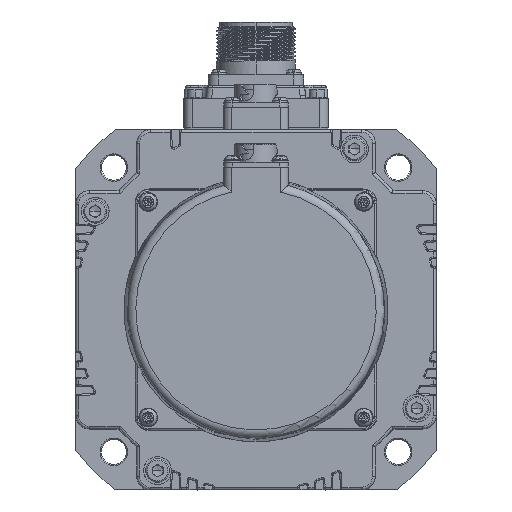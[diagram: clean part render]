
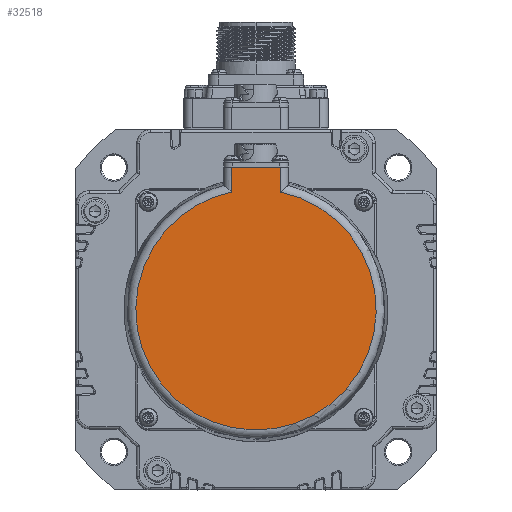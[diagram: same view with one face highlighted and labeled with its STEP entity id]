
A CAD part, front view. The second image highlights one B-rep face of the part: STEP entity #32518.
In plain terms, the highlighted planar face has unit normal (0, -1, 0).
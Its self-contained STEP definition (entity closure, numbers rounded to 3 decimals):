
#24205=CARTESIAN_POINT('',(8.67,-67.7,-22.53));
#24206=VERTEX_POINT('',#24205);
#24207=CARTESIAN_POINT('',(-8.67,-67.7,-22.53));
#24208=VERTEX_POINT('',#24207);
#24209=CARTESIAN_POINT('',(8.67,-67.7,-22.53));
#24210=CARTESIAN_POINT('',(10.231,-67.7,-22.849));
#24211=CARTESIAN_POINT('',(11.777,-67.7,-23.239));
#24212=CARTESIAN_POINT('',(13.304,-67.7,-23.7));
#24213=CARTESIAN_POINT('',(16.312,-67.7,-24.762));
#24214=CARTESIAN_POINT('',(19.21,-67.7,-26.094));
#24215=CARTESIAN_POINT('',(20.627,-67.7,-26.827));
#24216=CARTESIAN_POINT('',(23.39,-67.7,-28.42));
#24217=CARTESIAN_POINT('',(25.996,-67.7,-30.26));
#24218=CARTESIAN_POINT('',(27.255,-67.7,-31.239));
#24219=CARTESIAN_POINT('',(29.681,-67.7,-33.31));
#24220=CARTESIAN_POINT('',(31.906,-67.7,-35.595));
#24221=CARTESIAN_POINT('',(32.966,-67.7,-36.788));
#24222=CARTESIAN_POINT('',(34.972,-67.7,-39.267));
#24223=CARTESIAN_POINT('',(36.742,-67.7,-41.92));
#24224=CARTESIAN_POINT('',(37.566,-67.7,-43.286));
#24225=CARTESIAN_POINT('',(39.085,-67.7,-46.091));
#24226=CARTESIAN_POINT('',(40.341,-67.7,-49.023));
#24227=CARTESIAN_POINT('',(40.901,-67.7,-50.516));
#24228=CARTESIAN_POINT('',(41.882,-67.7,-53.551));
#24229=CARTESIAN_POINT('',(42.581,-67.7,-56.663));
#24230=CARTESIAN_POINT('',(42.859,-67.7,-58.234));
#24231=CARTESIAN_POINT('',(43.269,-67.7,-61.397));
#24232=CARTESIAN_POINT('',(43.388,-67.7,-64.585));
#24233=CARTESIAN_POINT('',(43.374,-67.7,-66.18));
#24234=CARTESIAN_POINT('',(43.199,-67.7,-69.364));
#24235=CARTESIAN_POINT('',(42.733,-67.7,-72.52));
#24236=CARTESIAN_POINT('',(42.428,-67.7,-74.086));
#24237=CARTESIAN_POINT('',(41.674,-67.7,-77.185));
#24238=CARTESIAN_POINT('',(40.64,-67.7,-80.202));
#24239=CARTESIAN_POINT('',(40.053,-67.7,-81.686));
#24240=CARTESIAN_POINT('',(38.746,-67.7,-84.595));
#24241=CARTESIAN_POINT('',(37.177,-67.7,-87.372));
#24242=CARTESIAN_POINT('',(36.33,-67.7,-88.724));
#24243=CARTESIAN_POINT('',(34.513,-67.7,-91.345));
#24244=CARTESIAN_POINT('',(32.463,-67.7,-93.789));
#24245=CARTESIAN_POINT('',(31.383,-67.7,-94.963));
#24246=CARTESIAN_POINT('',(29.118,-67.7,-97.208));
#24247=CARTESIAN_POINT('',(26.656,-67.7,-99.236));
#24248=CARTESIAN_POINT('',(25.38,-67.7,-100.193));
#24249=CARTESIAN_POINT('',(22.742,-67.7,-101.986));
#24250=CARTESIAN_POINT('',(19.951,-67.7,-103.531));
#24251=CARTESIAN_POINT('',(18.522,-67.7,-104.238));
#24252=CARTESIAN_POINT('',(15.601,-67.7,-105.519));
#24253=CARTESIAN_POINT('',(12.575,-67.7,-106.528));
#24254=CARTESIAN_POINT('',(11.04,-67.7,-106.962));
#24255=CARTESIAN_POINT('',(7.934,-67.7,-107.688));
#24256=CARTESIAN_POINT('',(4.775,-67.7,-108.126));
#24257=CARTESIAN_POINT('',(3.186,-67.7,-108.273));
#24258=CARTESIAN_POINT('',(0.,-67.7,-108.419));
#24259=CARTESIAN_POINT('',(-3.186,-67.7,-108.273));
#24260=CARTESIAN_POINT('',(-4.775,-67.7,-108.126));
#24261=CARTESIAN_POINT('',(-7.934,-67.7,-107.688));
#24262=CARTESIAN_POINT('',(-11.04,-67.7,-106.962));
#24263=CARTESIAN_POINT('',(-12.575,-67.7,-106.528));
#24264=CARTESIAN_POINT('',(-15.601,-67.7,-105.519));
#24265=CARTESIAN_POINT('',(-18.522,-67.7,-104.238));
#24266=CARTESIAN_POINT('',(-19.951,-67.7,-103.531));
#24267=CARTESIAN_POINT('',(-22.742,-67.7,-101.986));
#24268=CARTESIAN_POINT('',(-25.38,-67.7,-100.193));
#24269=CARTESIAN_POINT('',(-26.656,-67.7,-99.236));
#24270=CARTESIAN_POINT('',(-29.118,-67.7,-97.208));
#24271=CARTESIAN_POINT('',(-31.383,-67.7,-94.963));
#24272=CARTESIAN_POINT('',(-32.463,-67.7,-93.789));
#24273=CARTESIAN_POINT('',(-34.513,-67.7,-91.345));
#24274=CARTESIAN_POINT('',(-36.33,-67.7,-88.724));
#24275=CARTESIAN_POINT('',(-37.177,-67.7,-87.372));
#24276=CARTESIAN_POINT('',(-38.746,-67.7,-84.595));
#24277=CARTESIAN_POINT('',(-40.053,-67.7,-81.686));
#24278=CARTESIAN_POINT('',(-40.64,-67.7,-80.202));
#24279=CARTESIAN_POINT('',(-41.674,-67.7,-77.185));
#24280=CARTESIAN_POINT('',(-42.428,-67.7,-74.086));
#24281=CARTESIAN_POINT('',(-42.733,-67.7,-72.52));
#24282=CARTESIAN_POINT('',(-43.199,-67.7,-69.364));
#24283=CARTESIAN_POINT('',(-43.374,-67.7,-66.18));
#24284=CARTESIAN_POINT('',(-43.388,-67.7,-64.585));
#24285=CARTESIAN_POINT('',(-43.269,-67.7,-61.397));
#24286=CARTESIAN_POINT('',(-42.859,-67.7,-58.234));
#24287=CARTESIAN_POINT('',(-42.581,-67.7,-56.663));
#24288=CARTESIAN_POINT('',(-41.882,-67.7,-53.551));
#24289=CARTESIAN_POINT('',(-40.901,-67.7,-50.516));
#24290=CARTESIAN_POINT('',(-40.341,-67.7,-49.023));
#24291=CARTESIAN_POINT('',(-39.085,-67.7,-46.091));
#24292=CARTESIAN_POINT('',(-37.566,-67.7,-43.286));
#24293=CARTESIAN_POINT('',(-36.742,-67.7,-41.92));
#24294=CARTESIAN_POINT('',(-34.972,-67.7,-39.267));
#24295=CARTESIAN_POINT('',(-32.966,-67.7,-36.788));
#24296=CARTESIAN_POINT('',(-31.906,-67.7,-35.595));
#24297=CARTESIAN_POINT('',(-29.681,-67.7,-33.31));
#24298=CARTESIAN_POINT('',(-27.255,-67.7,-31.239));
#24299=CARTESIAN_POINT('',(-25.996,-67.7,-30.26));
#24300=CARTESIAN_POINT('',(-23.39,-67.7,-28.42));
#24301=CARTESIAN_POINT('',(-20.627,-67.7,-26.827));
#24302=CARTESIAN_POINT('',(-19.21,-67.7,-26.094));
#24303=CARTESIAN_POINT('',(-16.312,-67.7,-24.762));
#24304=CARTESIAN_POINT('',(-13.304,-67.7,-23.7));
#24305=CARTESIAN_POINT('',(-11.777,-67.7,-23.239));
#24306=CARTESIAN_POINT('',(-10.231,-67.7,-22.849));
#24307=CARTESIAN_POINT('',(-8.67,-67.7,-22.53));
#24308=B_SPLINE_CURVE_WITH_KNOTS('',5,(#24209,#24210,#24211,#24212,#24213,#24214,#24215,#24216,#24217,#24218,#24219,#24220,#24221,#24222,#24223,#24224,#24225,#24226,#24227,#24228,#24229,#24230,#24231,#24232,#24233,#24234,#24235,#24236,#24237,#24238,#24239,#24240,#24241,#24242,#24243,#24244,#24245,#24246,#24247,#24248,#24249,#24250,#24251,#24252,#24253,#24254,#24255,#24256,#24257,#24258,#24259,#24260,#24261,#24262,#24263,#24264,#24265,#24266,#24267,#24268,#24269,#24270,#24271,#24272,#24273,#24274,#24275,#24276,#24277,#24278,#24279,#24280,#24281,#24282,#24283,#24284,#24285,#24286,#24287,#24288,#24289,#24290,#24291,#24292,#24293,#24294,#24295,#24296,#24297,#24298,#24299,#24300,#24301,#24302,#24303,#24304,#24305,#24306,#24307),.UNSPECIFIED.,.F.,.U.,(6,3,3,3,3,3,3,3,3,3,3,3,3,3,3,3,3,3,3,3,3,3,3,3,3,3,3,3,3,3,3,3,6),(0.,0.184,0.368,0.551,0.735,0.919,1.103,1.286,1.47,1.654,1.838,2.021,2.205,2.389,2.573,2.756,2.94,3.124,3.308,3.492,3.675,3.859,4.043,4.227,4.41,4.594,4.778,4.962,5.145,5.329,5.513,5.697,5.88),.UNSPECIFIED.);
#24309=EDGE_CURVE('',#24206,#24208,#24308,.T.);
#24451=CARTESIAN_POINT('',(-8.67,-67.7,-13.5));
#24452=VERTEX_POINT('',#24451);
#24453=CARTESIAN_POINT('',(-8.67,-67.7,-22.53));
#24454=CARTESIAN_POINT('',(-8.67,-67.7,-20.724));
#24455=CARTESIAN_POINT('',(-8.67,-67.7,-18.918));
#24456=CARTESIAN_POINT('',(-8.67,-67.7,-17.112));
#24457=CARTESIAN_POINT('',(-8.67,-67.7,-15.306));
#24458=CARTESIAN_POINT('',(-8.67,-67.7,-13.5));
#24459=B_SPLINE_CURVE_WITH_KNOTS('',5,(#24453,#24454,#24455,#24456,#24457,#24458),.UNSPECIFIED.,.F.,.U.,(6,6),(0.,0.009),.UNSPECIFIED.);
#24460=EDGE_CURVE('',#24208,#24452,#24459,.T.);
#29598=CARTESIAN_POINT('',(8.67,-67.7,-13.5));
#29599=VERTEX_POINT('',#29598);
#29618=CARTESIAN_POINT('',(8.67,-67.7,-13.5));
#29619=CARTESIAN_POINT('',(8.67,-67.7,-15.306));
#29620=CARTESIAN_POINT('',(8.67,-67.7,-17.112));
#29621=CARTESIAN_POINT('',(8.67,-67.7,-18.918));
#29622=CARTESIAN_POINT('',(8.67,-67.7,-20.724));
#29623=CARTESIAN_POINT('',(8.67,-67.7,-22.53));
#29624=B_SPLINE_CURVE_WITH_KNOTS('',5,(#29618,#29619,#29620,#29621,#29622,#29623),.UNSPECIFIED.,.F.,.U.,(6,6),(0.,0.009),.UNSPECIFIED.);
#29625=EDGE_CURVE('',#29599,#24206,#29624,.T.);
#32499=CARTESIAN_POINT('',(0.,-67.7,-60.923));
#32500=DIRECTION('',(0.,0.,-1.));
#32501=DIRECTION('',(0.,-1.,0.));
#32502=AXIS2_PLACEMENT_3D('',#32499,#32501,#32500);
#32503=PLANE('',#32502);
#32504=CARTESIAN_POINT('',(8.67,-67.7,-13.5));
#32505=CARTESIAN_POINT('',(5.202,-67.7,-13.5));
#32506=CARTESIAN_POINT('',(1.734,-67.7,-13.5));
#32507=CARTESIAN_POINT('',(-1.734,-67.7,-13.5));
#32508=CARTESIAN_POINT('',(-5.202,-67.7,-13.5));
#32509=CARTESIAN_POINT('',(-8.67,-67.7,-13.5));
#32510=B_SPLINE_CURVE_WITH_KNOTS('',5,(#32504,#32505,#32506,#32507,#32508,#32509),.UNSPECIFIED.,.F.,.U.,(6,6),(0.,0.017),.UNSPECIFIED.);
#32511=EDGE_CURVE('',#29599,#24452,#32510,.T.);
#32512=ORIENTED_EDGE('',*,*,#32511,.T.);
#32513=ORIENTED_EDGE('',*,*,#24460,.F.);
#32514=ORIENTED_EDGE('',*,*,#24309,.F.);
#32515=ORIENTED_EDGE('',*,*,#29625,.F.);
#32516=EDGE_LOOP('',(#32512,#32513,#32514,#32515));
#32517=FACE_OUTER_BOUND('',#32516,.T.);
#32518=ADVANCED_FACE('',(#32517),#32503,.T.);
